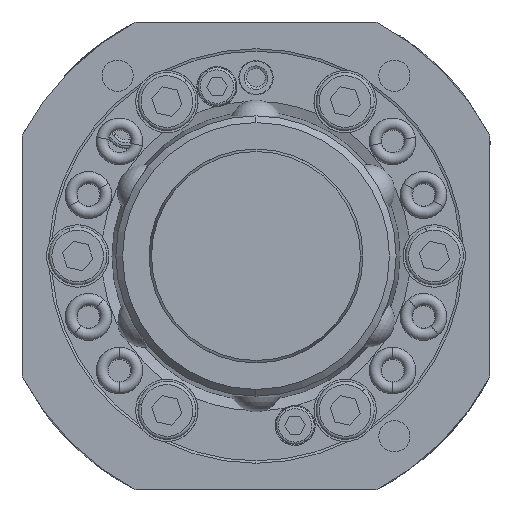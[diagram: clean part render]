
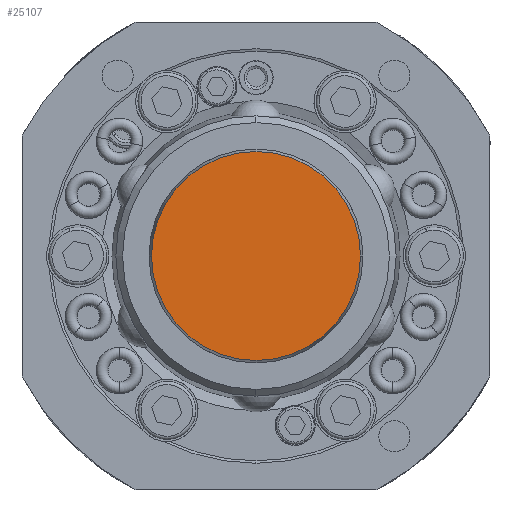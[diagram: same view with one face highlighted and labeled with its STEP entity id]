
A CAD part, front view. The second image highlights one B-rep face of the part: STEP entity #25107.
In plain terms, the highlighted planar face has unit normal (0, -1, 0).
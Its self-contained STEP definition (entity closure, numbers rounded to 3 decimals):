
#589 = EDGE_LOOP ( 'NONE', ( #2805, #1494 ) ) ;
#783 = CARTESIAN_POINT ( 'NONE',  ( 0., -26., -23.439 ) ) ;
#1494 = ORIENTED_EDGE ( 'NONE', *, *, #22884, .F. ) ;
#2805 = ORIENTED_EDGE ( 'NONE', *, *, #17596, .F. ) ;
#2941 = AXIS2_PLACEMENT_3D ( 'NONE', #783, #17511, #5162 ) ;
#3236 = CARTESIAN_POINT ( 'NONE',  ( -23.439, -26., 0. ) ) ;
#5162 = DIRECTION ( 'NONE',  ( 1., 0., 0. ) ) ;
#5796 = PLANE ( 'NONE',  #2941 ) ;
#5986 = CARTESIAN_POINT ( 'NONE',  ( 23.439, -26., 0. ) ) ;
#10364 = DIRECTION ( 'NONE',  ( 0., 1., 0. ) ) ;
#11314 = CARTESIAN_POINT ( 'NONE',  ( 0., -26., 0. ) ) ;
#13585 = DIRECTION ( 'NONE',  ( 1., 0., 0. ) ) ;
#16058 = FACE_OUTER_BOUND ( 'NONE', #589, .T. ) ;
#17183 = AXIS2_PLACEMENT_3D ( 'NONE', #22649, #20960, #25167 ) ;
#17511 = DIRECTION ( 'NONE',  ( 0., 1., 0. ) ) ;
#17596 = EDGE_CURVE ( 'NONE', #29318, #27861, #26333, .T. ) ;
#20960 = DIRECTION ( 'NONE',  ( 0., 1., 0. ) ) ;
#22649 = CARTESIAN_POINT ( 'NONE',  ( 0., -26., 0. ) ) ;
#22884 = EDGE_CURVE ( 'NONE', #27861, #29318, #25737, .T. ) ;
#23881 = AXIS2_PLACEMENT_3D ( 'NONE', #11314, #10364, #13585 ) ;
#25107 = ADVANCED_FACE ( 'NONE', ( #16058 ), #5796, .F. ) ;
#25167 = DIRECTION ( 'NONE',  ( 1., 0., 0. ) ) ;
#25737 = CIRCLE ( 'NONE', #17183, 23.439 ) ;
#26333 = CIRCLE ( 'NONE', #23881, 23.439 ) ;
#27861 = VERTEX_POINT ( 'NONE', #3236 ) ;
#29318 = VERTEX_POINT ( 'NONE', #5986 ) ;
